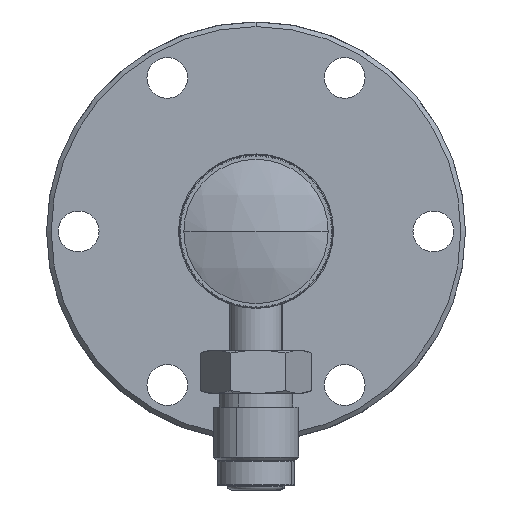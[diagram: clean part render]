
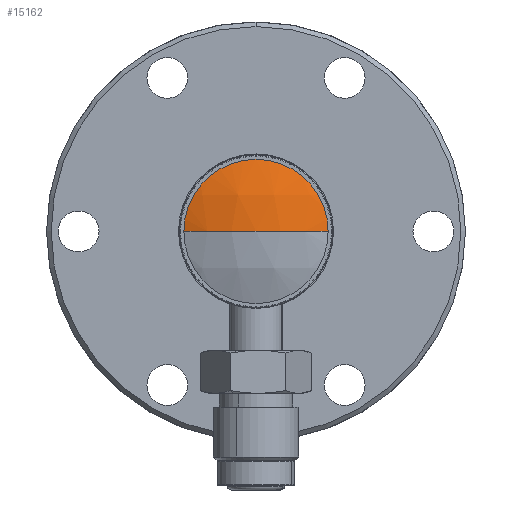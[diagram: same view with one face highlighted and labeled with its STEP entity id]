
A CAD part, front view. The second image highlights one B-rep face of the part: STEP entity #15162.
In plain terms, the highlighted spherical face has radius 32.314 mm.
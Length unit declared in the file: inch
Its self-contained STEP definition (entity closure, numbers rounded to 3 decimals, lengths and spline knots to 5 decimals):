
#40 = CARTESIAN_POINT ( 'NONE',  ( -0.47, -14.749, 0. ) ) ;
#483 = CIRCLE ( 'NONE', #3525, 1.27222 ) ;
#582 = SPHERICAL_SURFACE ( 'NONE', #3547, 1.27222 ) ;
#599 = FACE_OUTER_BOUND ( 'NONE', #16759, .T. ) ;
#1777 = EDGE_CURVE ( 'NONE', #13003, #13079, #2604, .T. ) ;
#2604 = CIRCLE ( 'NONE', #14486, 1.27222 ) ;
#3465 = AXIS2_PLACEMENT_3D ( 'NONE', #12047, #12108, #12166 ) ;
#3525 = AXIS2_PLACEMENT_3D ( 'NONE', #17167, #17197, #17198 ) ;
#3547 = AXIS2_PLACEMENT_3D ( 'NONE', #17426, #17406, #17439 ) ;
#5741 = CIRCLE ( 'NONE', #3465, 0.47 ) ;
#7513 = ORIENTED_EDGE ( 'NONE', *, *, #1777, .T. ) ;
#7521 = ORIENTED_EDGE ( 'NONE', *, *, #14338, .T. ) ;
#7698 = ORIENTED_EDGE ( 'NONE', *, *, #15053, .F. ) ;
#12047 = CARTESIAN_POINT ( 'NONE',  ( 0., -14.749, 0. ) ) ;
#12108 = DIRECTION ( 'NONE',  ( 0., -1., 0. ) ) ;
#12166 = DIRECTION ( 'NONE',  ( -1., 0., 0. ) ) ;
#13003 = VERTEX_POINT ( 'NONE', #40 ) ;
#13079 = VERTEX_POINT ( 'NONE', #16108 ) ;
#13113 = VERTEX_POINT ( 'NONE', #16060 ) ;
#13320 = CARTESIAN_POINT ( 'NONE',  ( 0., -13.56678, 0. ) ) ;
#13322 = DIRECTION ( 'NONE',  ( 0., -1., 0. ) ) ;
#13323 = DIRECTION ( 'NONE',  ( 0., 0., 1. ) ) ;
#14338 = EDGE_CURVE ( 'NONE', #13113, #13003, #5741, .T. ) ;
#14486 = AXIS2_PLACEMENT_3D ( 'NONE', #13320, #13323, #13322 ) ;
#15053 = EDGE_CURVE ( 'NONE', #13113, #13079, #483, .T. ) ;
#15162 = ADVANCED_FACE ( 'NONE', ( #599 ), #582, .T. ) ;
#16060 = CARTESIAN_POINT ( 'NONE',  ( 0.47, -14.749, 0. ) ) ;
#16108 = CARTESIAN_POINT ( 'NONE',  ( 0., -14.839, 0. ) ) ;
#16759 = EDGE_LOOP ( 'NONE', ( #7521, #7513, #7698 ) ) ;
#17167 = CARTESIAN_POINT ( 'NONE',  ( 0., -13.56678, 0. ) ) ;
#17197 = DIRECTION ( 'NONE',  ( 0., 0., -1. ) ) ;
#17198 = DIRECTION ( 'NONE',  ( 0., 1., 0. ) ) ;
#17406 = DIRECTION ( 'NONE',  ( 0., 0., 1. ) ) ;
#17426 = CARTESIAN_POINT ( 'NONE',  ( 0., -13.56678, 0. ) ) ;
#17439 = DIRECTION ( 'NONE',  ( 1., 0., 0. ) ) ;
